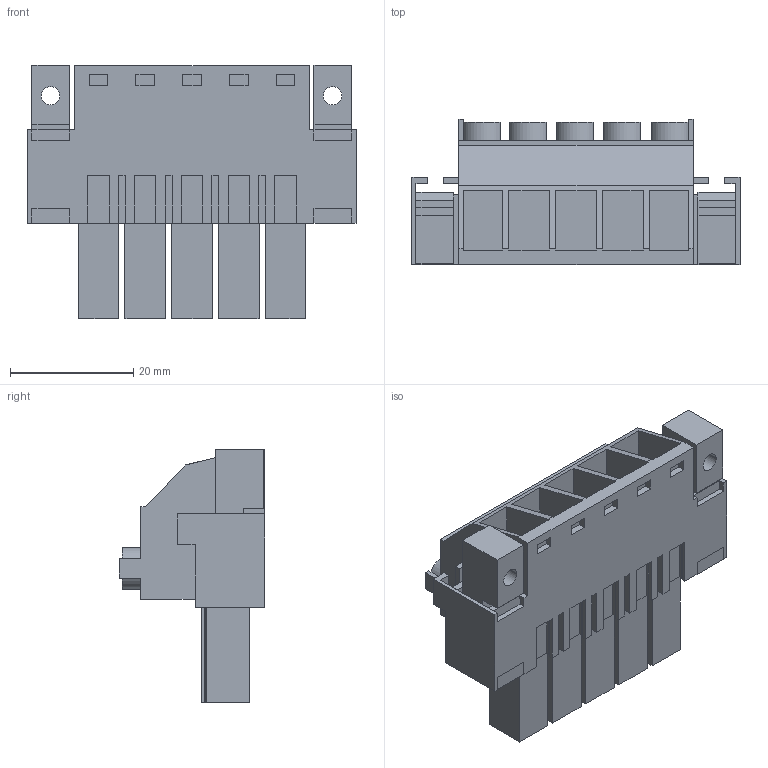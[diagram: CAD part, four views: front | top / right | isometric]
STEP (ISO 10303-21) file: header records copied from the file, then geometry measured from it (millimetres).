
FILE_DESCRIPTION(('CATIA V5 STEP Exchange','CAx-IF Rec.Pracs.--- Model Styling and Organization---1.4--- 2014-01-23'),'2;1');
FILE_NAME ('D1459317_1_1929660000_1929660000.stp','2023-05-02T08:51:47+00:00',('none'),('Weidmueller'),'CATIA Version 5-6 Release 2016 SP3 HF44','CATIA V5 STEP AP214','none');
FILE_SCHEMA(('AUTOMOTIVE_DESIGN { 1 0 10303 214 1 1 1 1 }'));
Length unit declared in the file: millimetre
Products named in the file (1): 1929660000
Bounding box: 53.34 x 23.6 x 41.2 mm (x, y, z)
Volume: 19558.3 mm3; surface area: 14776.7 mm2
Topology: 8 solids, 8 shells, 587 faces, 1601 edges, 1066 vertices
Faces by surface type: plane 523, cylinder 54, extrusion 10
Entity records: 17788 total; most frequent: CARTESIAN_POINT 3559, ORIENTED_EDGE 3202, DIRECTION 2357, EDGE_CURVE 1601, VECTOR 1483, LINE 1473, VERTEX_POINT 1066, EDGE_LOOP 643
